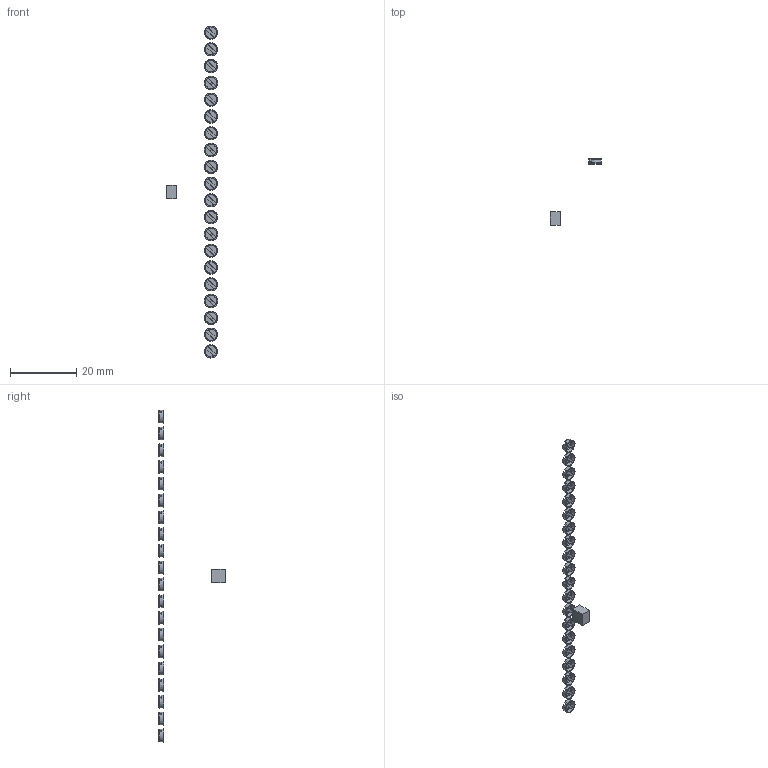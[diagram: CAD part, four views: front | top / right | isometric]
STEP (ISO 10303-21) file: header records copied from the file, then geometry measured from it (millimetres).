
FILE_DESCRIPTION(/* description */ (''),/* implementation_level */ '2;1');
FILE_NAME(/* name */ '\12337.1_PK-TS950_20G_508_TS32_35.stp',/* time_stamp */ '2017-06-06T09:37:30+02:00',/* author */ ('cgeuking'),/* organization */ (''),/* preprocessor_version */ 'ST-DEVELOPER v16.1',/* originating_system */ 'Autodesk Inventor 2016',/* authorisation */ '');
FILE_SCHEMA (('AUTOMOTIVE_DESIGN { 1 0 10303 214 3 1 1 }'));
Length unit declared in the file: millimetre
Products named in the file (1): PK-TS950_20G_508_TS32_35
Bounding box: 15.5 x 20.1 x 100.52 mm (x, y, z)
Volume: 53.2 mm3; surface area: 1433.6 mm2
Topology: 21 solids, 40 shells, 226 faces, 512 edges, 328 vertices
Faces by surface type: plane 126, torus 60, cylinder 20, cone 20
Full cylindrical faces by diameter (mm): 4 x20
Entity records: 60581 total; most frequent: CARTESIAN_POINT 11635, ORIENTED_EDGE 10186, DIRECTION 10109, EDGE_CURVE 5073, LINE 3591, VECTOR 3591, VERTEX_POINT 3265, AXIS2_PLACEMENT_3D 3259
